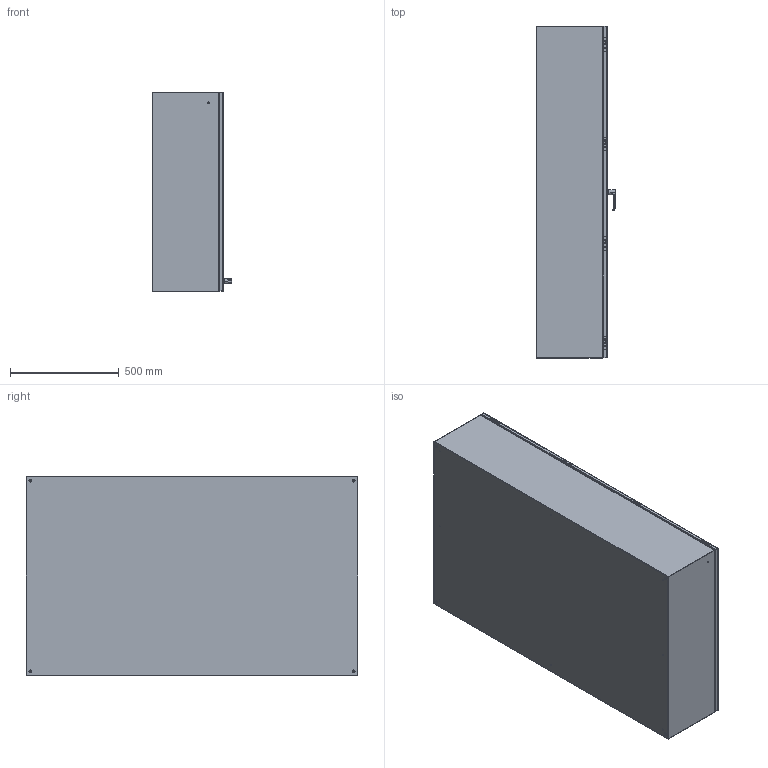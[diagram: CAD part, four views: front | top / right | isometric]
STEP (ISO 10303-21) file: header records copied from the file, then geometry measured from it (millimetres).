
FILE_DESCRIPTION (( 'STEP AP214' ), '1' );
FILE_NAME ('EN4SD603612GY.STEP', '2019-10-02T11:06:44', ( '' ), ( '' ), 'SwSTEP 2.0', 'SolidWorks 2018', '' );
FILE_SCHEMA (( 'AUTOMOTIVE_DESIGN' ));
Length unit declared in the file: inch
Products named in the file (1): EN4SD603612GY
Bounding box: 364.92 x 1524 x 914.39 mm (x, y, z)
Volume: 9049407.5 mm3; surface area: 10050623.3 mm2
Topology: 63 solids, 64 shells, 1715 faces, 4057 edges, 2528 vertices
Faces by surface type: plane 757, cylinder 636, bspline 227, torus 50, cone 45
Entity records: 111283 total; most frequent: CARTESIAN_POINT 50086, ORIENTED_EDGE 8046, DIRECTION 7603, EDGE_CURVE 4023, AXIS2_PLACEMENT_3D 2728, VERTEX_POINT 2528, LINE 2147, VECTOR 2147
